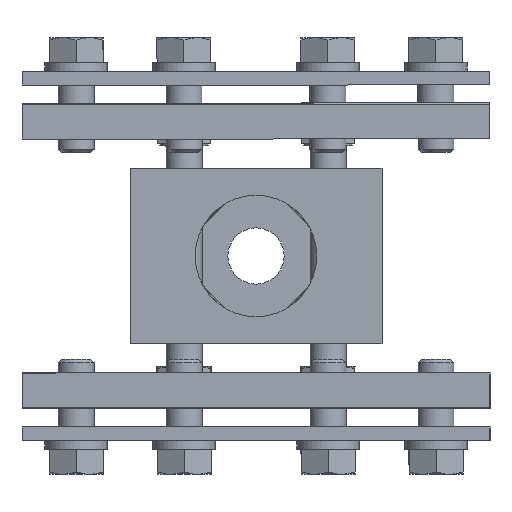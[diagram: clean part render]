
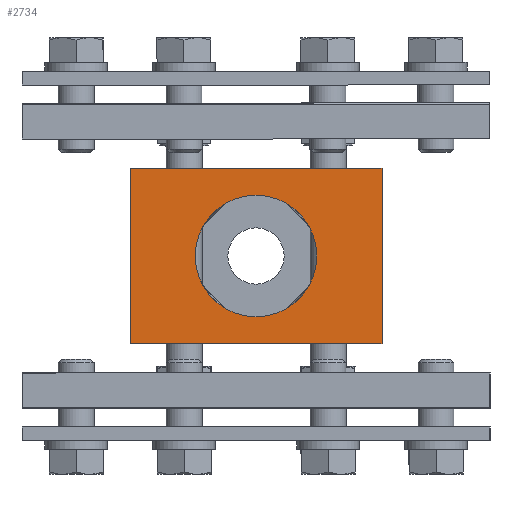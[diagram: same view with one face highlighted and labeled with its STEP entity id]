
A CAD part, front view. The second image highlights one B-rep face of the part: STEP entity #2734.
In plain terms, the highlighted planar face has unit normal (0, -1, 0).
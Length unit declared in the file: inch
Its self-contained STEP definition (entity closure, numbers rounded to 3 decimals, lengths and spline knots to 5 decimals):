
#2297=CARTESIAN_POINT('',(2.59375,0.0,0.0));
#2298=VERTEX_POINT('',#2297);
#2299=CARTESIAN_POINT('',(1.75,0.0,0.0));
#2300=DIRECTION('',(0.0,1.0,0.0));
#2301=DIRECTION('',(1.0,0.0,0.0));
#2302=AXIS2_PLACEMENT_3D('',#2299,#2300,#2301);
#2303=CIRCLE('',#2302,0.84375);
#2304=EDGE_CURVE('',#2298,#2298,#2303,.T.);
#2592=CARTESIAN_POINT('',(3.5,0.0,-1.21875));
#2593=VERTEX_POINT('',#2592);
#2602=CARTESIAN_POINT('',(0.0,0.0,-1.21875));
#2603=VERTEX_POINT('',#2602);
#2604=CARTESIAN_POINT('',(0.0,0.0,-1.21875));
#2605=DIRECTION('',(1.0,0.0,0.0));
#2606=VECTOR('',#2605,3.5);
#2607=LINE('',#2604,#2606);
#2608=EDGE_CURVE('',#2603,#2593,#2607,.T.);
#2638=CARTESIAN_POINT('',(0.0,0.0,1.21875));
#2639=VERTEX_POINT('',#2638);
#2655=CARTESIAN_POINT('',(0.0,0.0,1.21875));
#2656=DIRECTION('',(0.0,0.0,-1.0));
#2657=VECTOR('',#2656,2.4375);
#2658=LINE('',#2655,#2657);
#2659=EDGE_CURVE('',#2639,#2603,#2658,.T.);
#2696=CARTESIAN_POINT('',(3.5,0.0,1.21875));
#2697=VERTEX_POINT('',#2696);
#2704=CARTESIAN_POINT('',(3.5,0.0,-1.21875));
#2705=DIRECTION('',(0.0,0.0,1.0));
#2706=VECTOR('',#2705,2.4375);
#2707=LINE('',#2704,#2706);
#2708=EDGE_CURVE('',#2593,#2697,#2707,.T.);
#2715=CARTESIAN_POINT('',(3.5,0.0,0.0));
#2716=DIRECTION('',(0.0,-1.0,0.0));
#2717=DIRECTION('',(0.0,0.0,-1.0));
#2718=AXIS2_PLACEMENT_3D('',#2715,#2716,#2717);
#2719=PLANE('',#2718);
#2720=CARTESIAN_POINT('',(3.5,0.0,1.21875));
#2721=DIRECTION('',(-1.0,0.0,0.0));
#2722=VECTOR('',#2721,3.5);
#2723=LINE('',#2720,#2722);
#2724=EDGE_CURVE('',#2697,#2639,#2723,.T.);
#2725=ORIENTED_EDGE('',*,*,#2724,.T.);
#2726=ORIENTED_EDGE('',*,*,#2659,.T.);
#2727=ORIENTED_EDGE('',*,*,#2608,.T.);
#2728=ORIENTED_EDGE('',*,*,#2708,.T.);
#2729=EDGE_LOOP('',(#2725,#2726,#2727,#2728));
#2730=FACE_OUTER_BOUND('',#2729,.T.);
#2731=ORIENTED_EDGE('',*,*,#2304,.T.);
#2732=EDGE_LOOP('',(#2731));
#2733=FACE_BOUND('',#2732,.T.);
#2734=ADVANCED_FACE('',(#2730,#2733),#2719,.T.);
